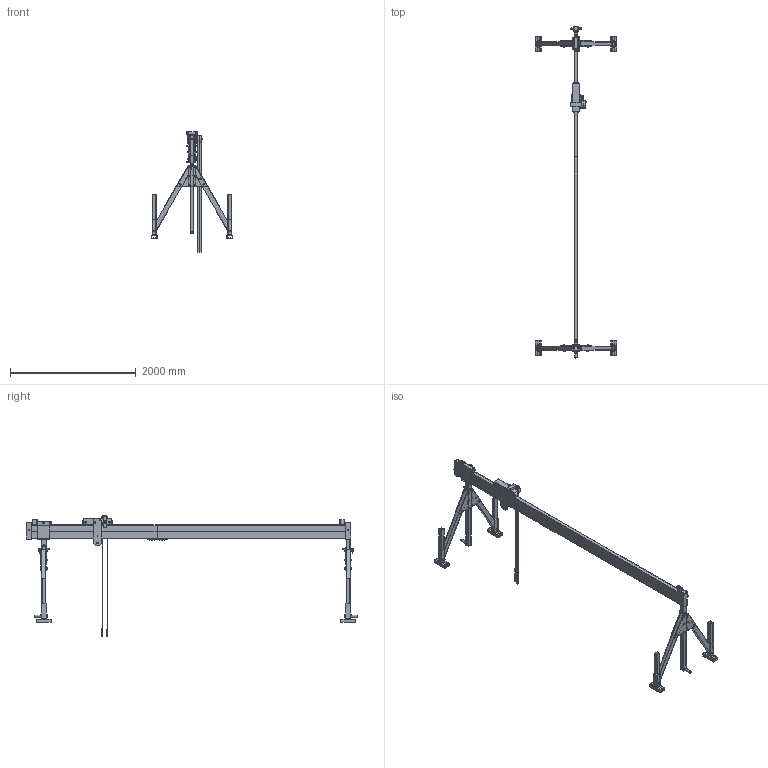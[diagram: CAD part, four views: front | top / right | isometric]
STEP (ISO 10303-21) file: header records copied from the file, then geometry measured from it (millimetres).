
FILE_DESCRIPTION(/* description */ (''),/* implementation_level */ '2;1');
FILE_NAME(/* name */ '1311050-10_Portalkran.stp',/* time_stamp */ '2020-09-30T15:43:27+02:00',/* author */ ('stephan'),/* organization */ (''),/* preprocessor_version */ 'ST-DEVELOPER v17.2',/* originating_system */ 'Autodesk Inventor 2019',/* authorisation */ '');
FILE_SCHEMA (('AUTOMOTIVE_DESIGN { 1 0 10303 214 3 1 1 }'));
Products named in the file (1): 1311050-001_Shrinkwrap_1
Bounding box: 1297.44 x 5276.5 x 1918.91 mm (x, y, z)
Volume: 46643007.1 mm3; surface area: 15056338.8 mm2
Topology: 234 solids, 234 shells, 2274 faces, 5025 edges, 3337 vertices
Faces by surface type: plane 1617, cylinder 311, cone 289, bspline 36, torus 14, sphere 7
Full cylindrical faces by diameter (mm): 2.1 x2, 4.2 x2, 4.5 x4, 6 x4, 8 x12, 8.9 x9, 9.4 x1, 10 x21, 11.34 x1, 11.6 x10, 12 x13, 13 x6, 13.5 x1, 13.6 x1, 14 x8, 15 x1, 15.24 x4, 15.6 x26, 15.9 x4, 16 x20, 17.4 x13, 18 x2, 19 x4, 19.9 x1, 20 x17, 21.5 x1, 22 x4, 22.1 x1, 22.5 x5, 23.8 x4
Entity records: 80683 total; most frequent: CARTESIAN_POINT 29299, ORIENTED_EDGE 10046, DIRECTION 9821, EDGE_CURVE 5023, AXIS2_PLACEMENT_3D 3492, VERTEX_POINT 3337, LINE 2837, VECTOR 2837
